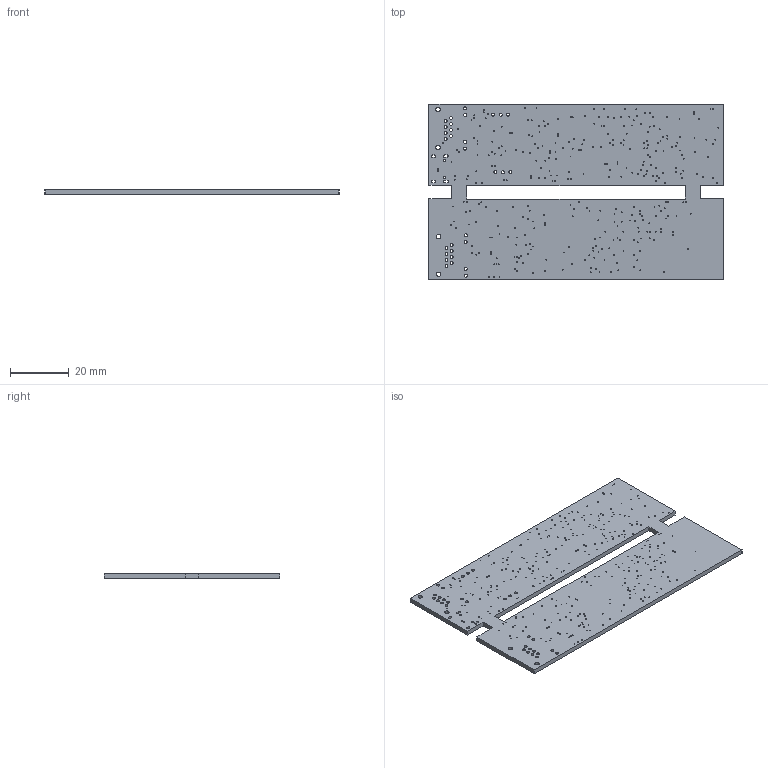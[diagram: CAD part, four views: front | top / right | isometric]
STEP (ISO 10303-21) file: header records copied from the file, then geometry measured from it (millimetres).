
FILE_DESCRIPTION(('Designed by EasyEDA Pro'),'2;1');
FILE_NAME('Open CASCADE Shape Model','2023-03-03T13:07:37',('Author'),( 'Open CASCADE'),'Open CASCADE STEP processor 7.6','Open CASCADE 7.6' ,'Unknown');
FILE_SCHEMA(('AUTOMOTIVE_DESIGN { 1 0 10303 214 1 1 1 1 }'));
Length unit declared in the file: millimetre
Products named in the file (2): PCBModel; COMPOUND
Assembly tree (1 placements, depth 2):
  PCBModel
    COMPOUND
Bounding box: 100.01 x 59.68 x 1.6 mm (x, y, z)
Volume: 8792.4 mm3; surface area: 12550.9 mm2
Topology: 1 solids, 1 shells, 431 faces, 1287 edges, 858 vertices
Faces by surface type: cylinder 396, plane 35
Full cylindrical faces by diameter (mm): 0.305 x348, 0.75 x2, 1.001 x24, 1.02 x6, 1.499 x4
Entity records: 19572 total; most frequent: DIRECTION 2945, CARTESIAN_POINT 2578, ORIENTED_EDGE 2574, EDGE_CURVE 1287, AXIS2_PLACEMENT_3D 1225, FACE_BOUND 1209, EDGE_LOOP 1209, VERTEX_POINT 858
